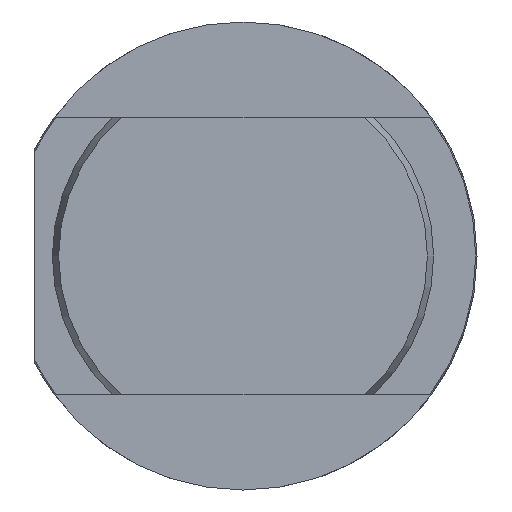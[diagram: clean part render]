
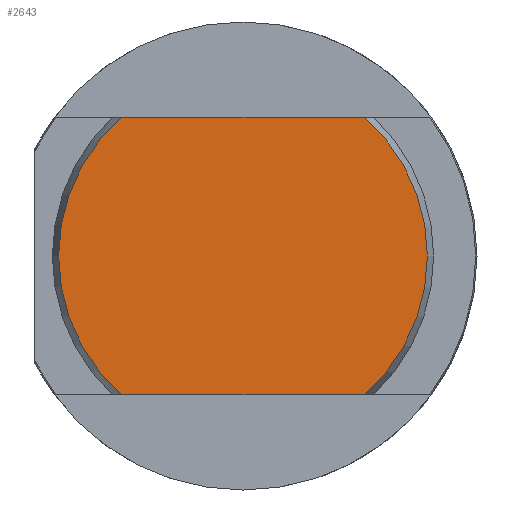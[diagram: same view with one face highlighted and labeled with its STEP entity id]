
A CAD part, left-side view. The second image highlights one B-rep face of the part: STEP entity #2643.
In plain terms, the highlighted planar face has unit normal (-1, 0, 0).
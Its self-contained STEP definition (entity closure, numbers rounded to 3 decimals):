
#224 = EDGE_CURVE ( 'NONE', #2853, #2894, #1635, .T. ) ;
#230 = EDGE_CURVE ( 'NONE', #2909, #2869, #1658, .T. ) ;
#254 = EDGE_CURVE ( 'NONE', #2853, #2869, #1683, .T. ) ;
#282 = EDGE_CURVE ( 'NONE', #2909, #2894, #1707, .T. ) ;
#304 = AXIS2_PLACEMENT_3D ( 'NONE', #3055, #3058, #3059 ) ;
#469 = AXIS2_PLACEMENT_3D ( 'NONE', #3926, #3929, #3930 ) ;
#744 = AXIS2_PLACEMENT_3D ( 'NONE', #3097, #3101, #3102 ) ;
#883 = FACE_OUTER_BOUND ( 'NONE', #988, .T. ) ;
#988 = EDGE_LOOP ( 'NONE', ( #1454, #1453, #1452, #1451 ) ) ;
#1451 = ORIENTED_EDGE ( 'NONE', *, *, #224, .F. ) ;
#1452 = ORIENTED_EDGE ( 'NONE', *, *, #282, .T. ) ;
#1453 = ORIENTED_EDGE ( 'NONE', *, *, #230, .F. ) ;
#1454 = ORIENTED_EDGE ( 'NONE', *, *, #254, .T. ) ;
#1635 = LINE ( 'NONE', #3001, #1648 ) ;
#1648 = VECTOR ( 'NONE', #3004, 1000. ) ;
#1658 = LINE ( 'NONE', #3013, #1659 ) ;
#1659 = VECTOR ( 'NONE', #3014, 1000. ) ;
#1683 = CIRCLE ( 'NONE', #304, 10.636 ) ;
#1707 = CIRCLE ( 'NONE', #744, 10.636 ) ;
#2422 = CARTESIAN_POINT ( 'NONE',  ( 0., 7.009, 8. ) ) ;
#2438 = CARTESIAN_POINT ( 'NONE',  ( 0., 7.009, -8. ) ) ;
#2463 = CARTESIAN_POINT ( 'NONE',  ( 0., -7.009, 8. ) ) ;
#2478 = CARTESIAN_POINT ( 'NONE',  ( 0., -7.009, -8. ) ) ;
#2643 = ADVANCED_FACE ( 'NONE', ( #883 ), #3927, .F. ) ;
#2853 = VERTEX_POINT ( 'NONE', #2422 ) ;
#2869 = VERTEX_POINT ( 'NONE', #2438 ) ;
#2894 = VERTEX_POINT ( 'NONE', #2463 ) ;
#2909 = VERTEX_POINT ( 'NONE', #2478 ) ;
#3001 = CARTESIAN_POINT ( 'NONE',  ( 0., 12.75, 8. ) ) ;
#3004 = DIRECTION ( 'NONE',  ( 0., -1., 0. ) ) ;
#3013 = CARTESIAN_POINT ( 'NONE',  ( 0., 12.75, -8. ) ) ;
#3014 = DIRECTION ( 'NONE',  ( 0., 1., 0. ) ) ;
#3055 = CARTESIAN_POINT ( 'NONE',  ( 0., 0., 0. ) ) ;
#3058 = DIRECTION ( 'NONE',  ( -1., 0., 0. ) ) ;
#3059 = DIRECTION ( 'NONE',  ( 0., 0., -1. ) ) ;
#3097 = CARTESIAN_POINT ( 'NONE',  ( 0., 0., 0. ) ) ;
#3101 = DIRECTION ( 'NONE',  ( -1., 0., 0. ) ) ;
#3102 = DIRECTION ( 'NONE',  ( 0., 0., -1. ) ) ;
#3926 = CARTESIAN_POINT ( 'NONE',  ( 0., 0., 0. ) ) ;
#3927 = PLANE ( 'NONE',  #469 ) ;
#3929 = DIRECTION ( 'NONE',  ( 1., 0., 0. ) ) ;
#3930 = DIRECTION ( 'NONE',  ( 0., 0., -1. ) ) ;
